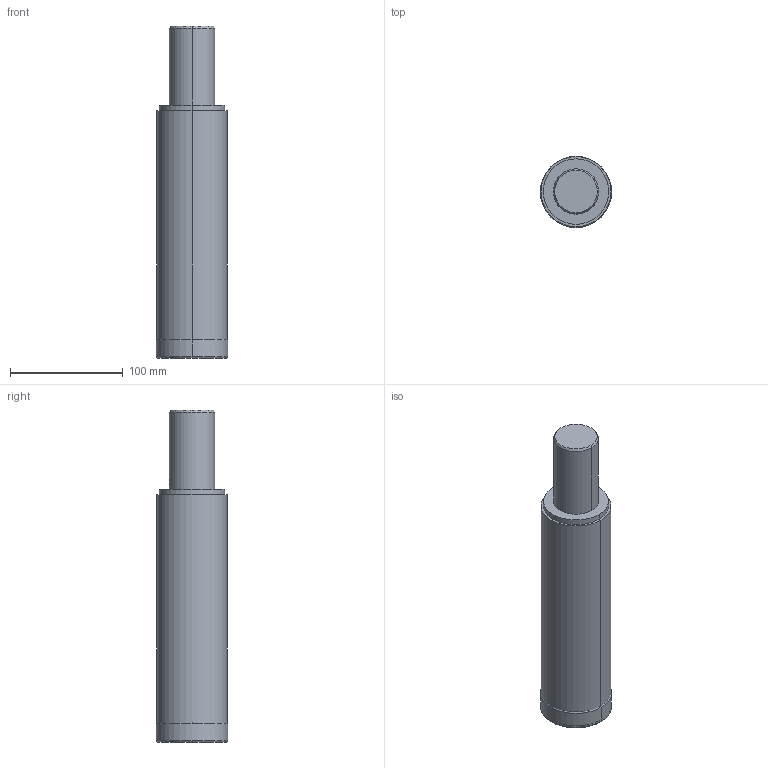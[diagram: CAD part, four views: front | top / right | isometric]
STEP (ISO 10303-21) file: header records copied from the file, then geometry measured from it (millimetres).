
FILE_DESCRIPTION(('no description'),'unknown implementation level');
FILE_NAME('solid68eLfZYaF3zcwnG8IE70zBtvWwM_1.STP',' ',('CIM GmbH Aachen'),('CADClick - KiM GmbH - www.kimweb.de'),'unknown preprocess','ACIS','unknown authorization');
FILE_SCHEMA(('automotive_design'));
Length unit declared in the file: millimetre
Products named in the file (2): 1; 2
Bounding box: 63 x 63 x 294 mm (x, y, z)
Volume: 808403.7 mm3; surface area: 67270.9 mm2
Topology: 2 solids, 2 shells, 38 faces, 94 edges, 63 vertices
Faces by surface type: cylinder 16, plane 12, torus 8, cone 2
Entity records: 2562 total; most frequent: CARTESIAN_POINT 481, DIRECTION 219, STYLED_ITEM 197, PRESENTATION_STYLE_ASSIGNMENT 197, COLOUR_RGB 197, ORIENTED_EDGE 188, AXIS2_PLACEMENT_3D 96, EDGE_CURVE 94
